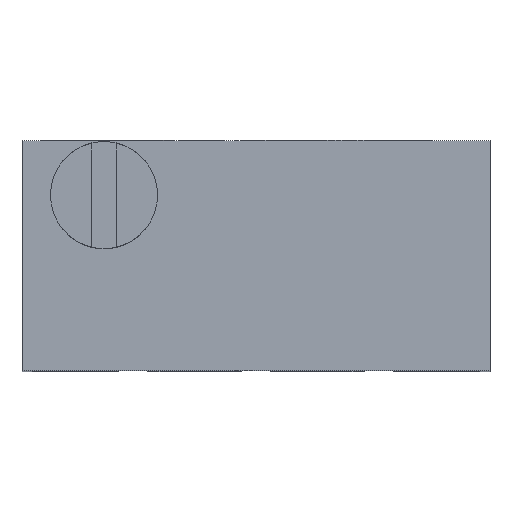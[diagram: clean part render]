
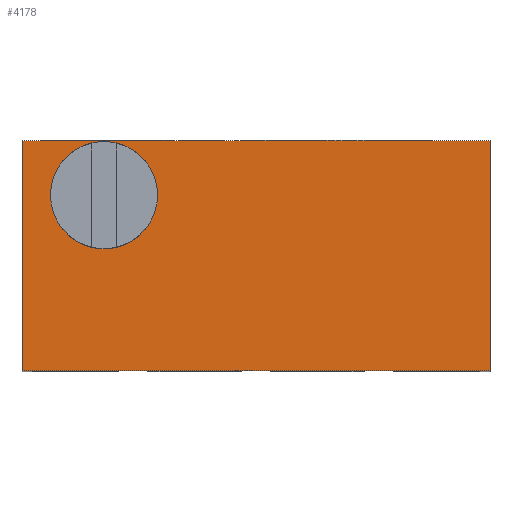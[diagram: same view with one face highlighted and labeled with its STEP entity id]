
A CAD part, top view. The second image highlights one B-rep face of the part: STEP entity #4178.
In plain terms, the highlighted planar face has unit normal (0, 0, 1).
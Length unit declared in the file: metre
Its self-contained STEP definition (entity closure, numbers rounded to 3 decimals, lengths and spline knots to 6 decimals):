
#280=CIRCLE('',#5530,0.00111);
#695=ORIENTED_EDGE('',*,*,#1850,.F.);
#696=ORIENTED_EDGE('',*,*,#1639,.T.);
#697=ORIENTED_EDGE('',*,*,#1807,.F.);
#698=ORIENTED_EDGE('',*,*,#1851,.F.);
#699=ORIENTED_EDGE('',*,*,#1848,.T.);
#1639=EDGE_CURVE('',#2232,#2234,#2611,.T.);
#1807=EDGE_CURVE('',#2395,#2234,#2745,.T.);
#1848=EDGE_CURVE('',#2417,#2232,#2786,.T.);
#1850=EDGE_CURVE('',#2418,#2418,#280,.F.);
#1851=EDGE_CURVE('',#2417,#2395,#2788,.T.);
#2232=VERTEX_POINT('',#6910);
#2234=VERTEX_POINT('',#6914);
#2395=VERTEX_POINT('',#7639);
#2417=VERTEX_POINT('',#7717);
#2418=VERTEX_POINT('',#7721);
#2611=LINE('',#6915,#3060);
#2745=LINE('',#7640,#3194);
#2786=LINE('',#7716,#3235);
#2788=LINE('',#7722,#3237);
#3060=VECTOR('',#5716,1.);
#3194=VECTOR('',#5900,1.);
#3235=VECTOR('',#5969,1.);
#3237=VECTOR('',#5975,1.);
#3536=EDGE_LOOP('',(#695));
#3537=EDGE_LOOP('',(#696,#697,#698,#699));
#3784=FACE_BOUND('',#3536,.T.);
#3785=FACE_BOUND('',#3537,.T.);
#4019=PLANE('',#5529);
#4178=ADVANCED_FACE('',(#3784,#3785),#4019,.F.);
#5529=AXIS2_PLACEMENT_3D('',#7719,#5971,#5972);
#5530=AXIS2_PLACEMENT_3D('',#7720,#5973,#5974);
#5716=DIRECTION('',(-1.,0.,0.));
#5900=DIRECTION('',(0.,1.,0.));
#5969=DIRECTION('',(0.,1.,0.));
#5971=DIRECTION('',(0.,0.,-1.));
#5972=DIRECTION('',(0.,1.,0.));
#5973=DIRECTION('',(0.,0.,-1.));
#5974=DIRECTION('',(0.,1.,0.));
#5975=DIRECTION('',(-1.,0.,0.));
#6910=CARTESIAN_POINT('',(-0.069222,0.,-0.01709));
#6914=CARTESIAN_POINT('',(-0.078922,0.,-0.01709));
#6915=CARTESIAN_POINT('',(-0.078922,0.,-0.01709));
#7639=CARTESIAN_POINT('',(-0.078922,-0.00477,-0.01709));
#7640=CARTESIAN_POINT('',(-0.078922,-0.0004,-0.01709));
#7716=CARTESIAN_POINT('',(-0.069222,-0.0004,-0.01709));
#7717=CARTESIAN_POINT('',(-0.069222,-0.00477,-0.01709));
#7719=CARTESIAN_POINT('',(-0.078922,-0.0004,-0.01709));
#7720=CARTESIAN_POINT('',(-0.077222,-0.00113,-0.01709));
#7721=CARTESIAN_POINT('',(-0.077222,-0.00002,-0.01709));
#7722=CARTESIAN_POINT('',(-0.078922,-0.00477,-0.01709));
